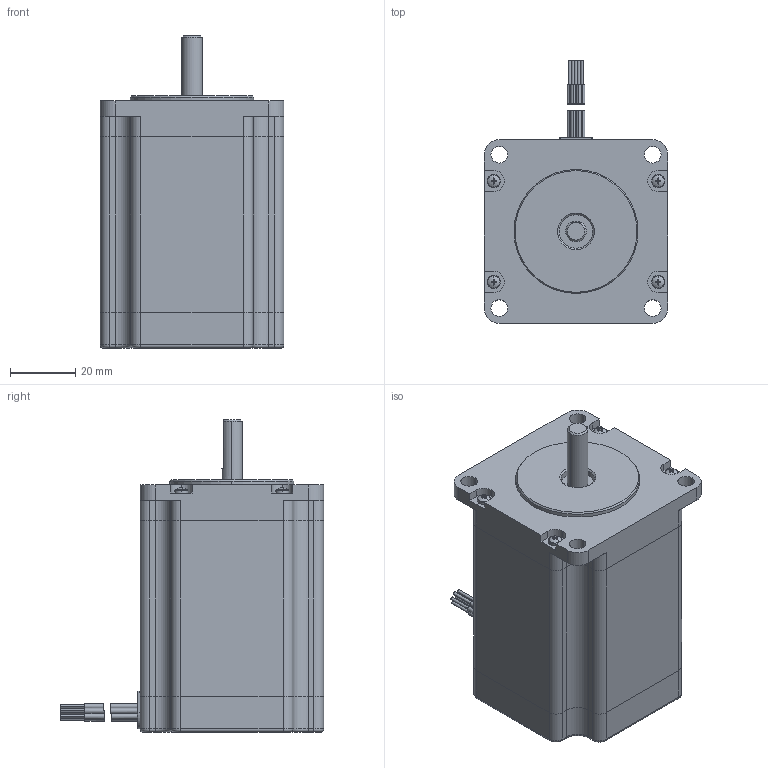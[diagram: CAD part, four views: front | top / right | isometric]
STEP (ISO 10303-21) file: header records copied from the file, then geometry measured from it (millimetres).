
FILE_DESCRIPTION (( 'STEP AP214' ), '1' );
FILE_NAME ('HT23-601_RevM.STEP', '2022-05-05T19:13:55', ( '' ), ( '' ), 'SwSTEP 2.0', 'SolidWorks 2017', '' );
FILE_SCHEMA (( 'AUTOMOTIVE_DESIGN' ));
Length unit declared in the file: millimetre
Products named in the file (10): HT23-601_RevM; HT23-601 FRONT ENDBELL ASSEMBLY; HT23-601 Shaft; HT23 Front Endbell; HT23 Rear Endbell; HT23-601 Lead Wires (Break line); HT23-601 Laminations; HT23 REAR ENDBELL ASSEMBLY; HT23 Wire Grommet; HT23-601 Screw
Assembly tree (12 placements, depth 3):
  HT23-601_RevM
    HT23-601 FRONT ENDBELL ASSEMBLY
      HT23 Front Endbell
      HT23-601 Screw  x4
    HT23 REAR ENDBELL ASSEMBLY
      HT23 Rear Endbell
      HT23 Wire Grommet
      HT23-601 Lead Wires (Break line)
    HT23-601 Laminations
    HT23-601 Shaft
Bounding box: 56.4 x 80.9 x 96 mm (x, y, z)
Volume: 217061.5 mm3; surface area: 41402 mm2
Topology: 32 solids, 32 shells, 420 faces, 951 edges, 602 vertices
Faces by surface type: cylinder 198, plane 162, cone 27, torus 23, sphere 10
Entity records: 11641 total; most frequent: CARTESIAN_POINT 2097, DIRECTION 1819, ORIENTED_EDGE 1562, EDGE_CURVE 781, AXIS2_PLACEMENT_3D 722, VERTEX_POINT 500, EDGE_LOOP 389, LINE 375
